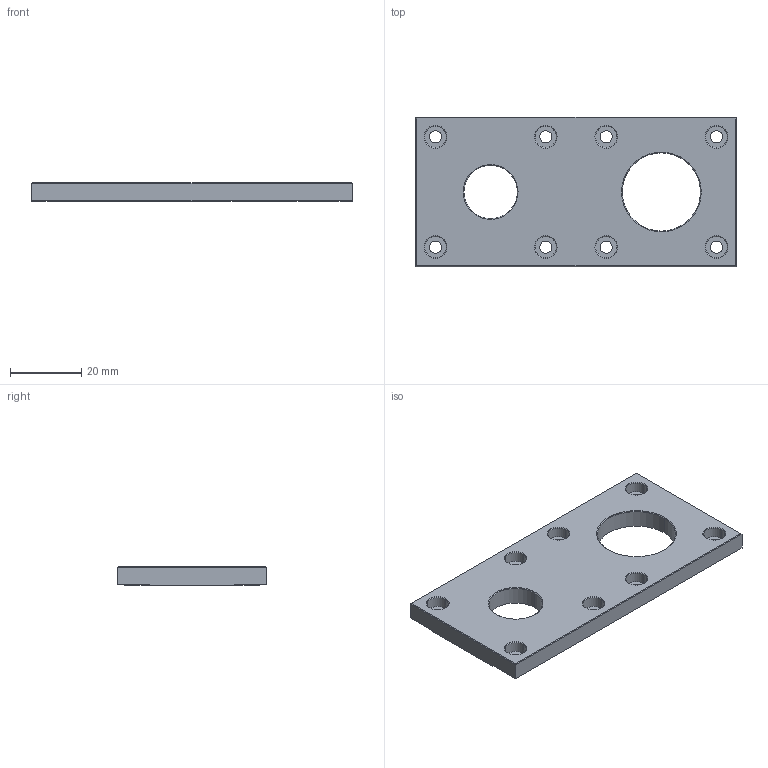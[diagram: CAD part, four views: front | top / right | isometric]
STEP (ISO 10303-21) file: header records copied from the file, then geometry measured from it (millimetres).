
FILE_DESCRIPTION (( 'STEP AP214' ), '1' );
FILE_NAME ('裔啣.STEP', '2023-04-03T07:46:41', ( '' ), ( '' ), 'SwSTEP 2.0', 'SolidWorks 2020', '' );
FILE_SCHEMA (( 'AUTOMOTIVE_DESIGN' ));
Length unit declared in the file: millimetre
Products named in the file (1): 裔啣
Bounding box: 90 x 42 x 5.2 mm (x, y, z)
Volume: 15632.7 mm3; surface area: 8848 mm2
Topology: 1 solids, 1 shells, 86 faces, 204 edges, 128 vertices
Faces by surface type: cylinder 36, plane 30, cone 20
Entity records: 2562 total; most frequent: DIRECTION 470, CARTESIAN_POINT 419, ORIENTED_EDGE 408, EDGE_CURVE 204, AXIS2_PLACEMENT_3D 179, VERTEX_POINT 128, EDGE_LOOP 114, VECTOR 112
